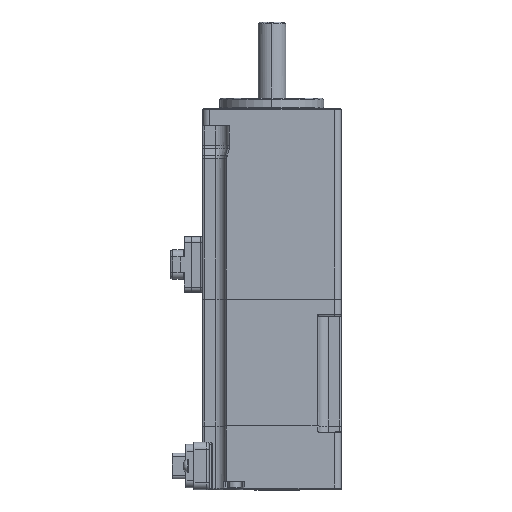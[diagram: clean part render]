
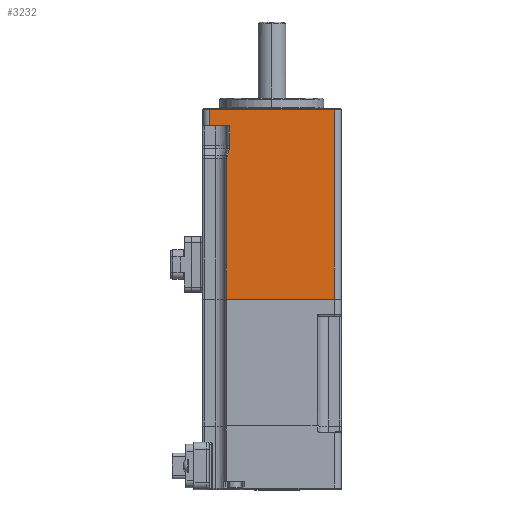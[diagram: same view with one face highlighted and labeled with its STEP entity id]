
A CAD part, top view. The second image highlights one B-rep face of the part: STEP entity #3232.
In plain terms, the highlighted planar face has unit normal (0, 0, 1).
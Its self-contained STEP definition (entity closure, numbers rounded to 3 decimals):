
#61 = CIRCLE ( 'NONE', #13799, 3.5 ) ;
#174 = CARTESIAN_POINT ( 'NONE',  ( 18., 0., 20. ) ) ;
#491 = PLANE ( 'NONE',  #20960 ) ;
#1131 = CARTESIAN_POINT ( 'NONE',  ( -12.907, 41.274, 20. ) ) ;
#1145 = CARTESIAN_POINT ( 'NONE',  ( -18., 54.8, 20. ) ) ;
#1528 = VERTEX_POINT ( 'NONE', #174 ) ;
#1539 = CARTESIAN_POINT ( 'NONE',  ( -12.163, 44.412, 20. ) ) ;
#1661 = VECTOR ( 'NONE', #30590, 1000. ) ;
#2848 = EDGE_CURVE ( 'NONE', #22289, #6368, #23787, .T. ) ;
#3046 = EDGE_CURVE ( 'NONE', #31386, #33498, #61, .T. ) ;
#3232 = ADVANCED_FACE ( 'NONE', ( #5979 ), #491, .F. ) ;
#3482 = LINE ( 'NONE', #30369, #6149 ) ;
#4291 = DIRECTION ( 'NONE',  ( -1., 0., 0. ) ) ;
#4803 = CIRCLE ( 'NONE', #26263, 2.5 ) ;
#5425 = CARTESIAN_POINT ( 'NONE',  ( -13., 40.6, 20. ) ) ;
#5979 = FACE_OUTER_BOUND ( 'NONE', #21408, .T. ) ;
#6149 = VECTOR ( 'NONE', #32973, 1000. ) ;
#6161 = EDGE_CURVE ( 'NONE', #6368, #1528, #11686, .T. ) ;
#6368 = VERTEX_POINT ( 'NONE', #13717 ) ;
#6455 = ORIENTED_EDGE ( 'NONE', *, *, #11933, .F. ) ;
#6571 = DIRECTION ( 'NONE',  ( 1., 0., 0. ) ) ;
#6581 = CARTESIAN_POINT ( 'NONE',  ( -12.293, 43.468, 20. ) ) ;
#6670 = CARTESIAN_POINT ( 'NONE',  ( -12.163, 50., 20. ) ) ;
#7047 = ORIENTED_EDGE ( 'NONE', *, *, #27077, .T. ) ;
#7894 = CARTESIAN_POINT ( 'NONE',  ( -18., 58., 20. ) ) ;
#8000 = ORIENTED_EDGE ( 'NONE', *, *, #14190, .T. ) ;
#8423 = CARTESIAN_POINT ( 'NONE',  ( -18., 58., 20. ) ) ;
#9230 = ORIENTED_EDGE ( 'NONE', *, *, #2848, .T. ) ;
#9662 = VERTEX_POINT ( 'NONE', #6670 ) ;
#9979 = DIRECTION ( 'NONE',  ( 0., -1., 0. ) ) ;
#10565 = VERTEX_POINT ( 'NONE', #1131 ) ;
#11686 = LINE ( 'NONE', #27532, #15148 ) ;
#11933 = EDGE_CURVE ( 'NONE', #16062, #1528, #19655, .T. ) ;
#11955 = CARTESIAN_POINT ( 'NONE',  ( -12.163, 44.412, 20. ) ) ;
#13717 = CARTESIAN_POINT ( 'NONE',  ( -13., 0., 20. ) ) ;
#13799 = AXIS2_PLACEMENT_3D ( 'NONE', #18240, #31016, #15286 ) ;
#14190 = EDGE_CURVE ( 'NONE', #24126, #22900, #23073, .T. ) ;
#15148 = VECTOR ( 'NONE', #19764, 1000. ) ;
#15286 = DIRECTION ( 'NONE',  ( -1., 0., 0. ) ) ;
#16062 = VERTEX_POINT ( 'NONE', #18655 ) ;
#16081 = VECTOR ( 'NONE', #9979, 1000. ) ;
#16688 = EDGE_CURVE ( 'NONE', #16062, #24126, #30420, .T. ) ;
#17065 = DIRECTION ( 'NONE',  ( 0., -1., 0. ) ) ;
#18240 = CARTESIAN_POINT ( 'NONE',  ( -15.663, 44.412, 20. ) ) ;
#18655 = CARTESIAN_POINT ( 'NONE',  ( 18., 54.8, 20. ) ) ;
#18744 = VECTOR ( 'NONE', #27063, 1000. ) ;
#19655 = LINE ( 'NONE', #29851, #32467 ) ;
#19677 = CARTESIAN_POINT ( 'NONE',  ( -18., 50., 20. ) ) ;
#19764 = DIRECTION ( 'NONE',  ( 1., 0., 0. ) ) ;
#20957 = EDGE_CURVE ( 'NONE', #9662, #31386, #30478, .T. ) ;
#20960 = AXIS2_PLACEMENT_3D ( 'NONE', #8423, #24936, #27878 ) ;
#21408 = EDGE_LOOP ( 'NONE', ( #6455, #29665, #8000, #7047, #25683, #23492, #24399, #24136, #9230, #22004 ) ) ;
#22004 = ORIENTED_EDGE ( 'NONE', *, *, #6161, .T. ) ;
#22144 = VECTOR ( 'NONE', #6571, 1000. ) ;
#22269 = DIRECTION ( 'NONE',  ( 0., 0., 1. ) ) ;
#22289 = VERTEX_POINT ( 'NONE', #5425 ) ;
#22900 = VERTEX_POINT ( 'NONE', #26068 ) ;
#23067 = EDGE_CURVE ( 'NONE', #10565, #22289, #4803, .T. ) ;
#23073 = LINE ( 'NONE', #7894, #16081 ) ;
#23492 = ORIENTED_EDGE ( 'NONE', *, *, #3046, .T. ) ;
#23787 = LINE ( 'NONE', #29295, #18744 ) ;
#24126 = VERTEX_POINT ( 'NONE', #25120 ) ;
#24136 = ORIENTED_EDGE ( 'NONE', *, *, #23067, .T. ) ;
#24399 = ORIENTED_EDGE ( 'NONE', *, *, #27068, .T. ) ;
#24936 = DIRECTION ( 'NONE',  ( 0., 0., -1. ) ) ;
#25120 = CARTESIAN_POINT ( 'NONE',  ( -18., 54.8, 20. ) ) ;
#25297 = DIRECTION ( 'NONE',  ( 0., -1., 0. ) ) ;
#25615 = VECTOR ( 'NONE', #25297, 1000. ) ;
#25683 = ORIENTED_EDGE ( 'NONE', *, *, #20957, .T. ) ;
#26068 = CARTESIAN_POINT ( 'NONE',  ( -18., 50., 20. ) ) ;
#26263 = AXIS2_PLACEMENT_3D ( 'NONE', #27932, #22269, #4291 ) ;
#27063 = DIRECTION ( 'NONE',  ( 0., -1., 0. ) ) ;
#27068 = EDGE_CURVE ( 'NONE', #33498, #10565, #3482, .T. ) ;
#27077 = EDGE_CURVE ( 'NONE', #22900, #9662, #32646, .T. ) ;
#27532 = CARTESIAN_POINT ( 'NONE',  ( -18., 0., 20. ) ) ;
#27878 = DIRECTION ( 'NONE',  ( -1., 0., 0. ) ) ;
#27932 = CARTESIAN_POINT ( 'NONE',  ( -10.5, 40.6, 20. ) ) ;
#29295 = CARTESIAN_POINT ( 'NONE',  ( -13., 58., 20. ) ) ;
#29665 = ORIENTED_EDGE ( 'NONE', *, *, #16688, .T. ) ;
#29851 = CARTESIAN_POINT ( 'NONE',  ( 18., 58., 20. ) ) ;
#30369 = CARTESIAN_POINT ( 'NONE',  ( -8.935, 55.462, 20. ) ) ;
#30420 = LINE ( 'NONE', #1145, #1661 ) ;
#30478 = LINE ( 'NONE', #1539, #25615 ) ;
#30590 = DIRECTION ( 'NONE',  ( -1., 0., 0. ) ) ;
#31016 = DIRECTION ( 'NONE',  ( 0., 0., -1. ) ) ;
#31386 = VERTEX_POINT ( 'NONE', #11955 ) ;
#32467 = VECTOR ( 'NONE', #17065, 1000. ) ;
#32646 = LINE ( 'NONE', #19677, #22144 ) ;
#32973 = DIRECTION ( 'NONE',  ( -0.27, -0.963, 0. ) ) ;
#33498 = VERTEX_POINT ( 'NONE', #6581 ) ;
